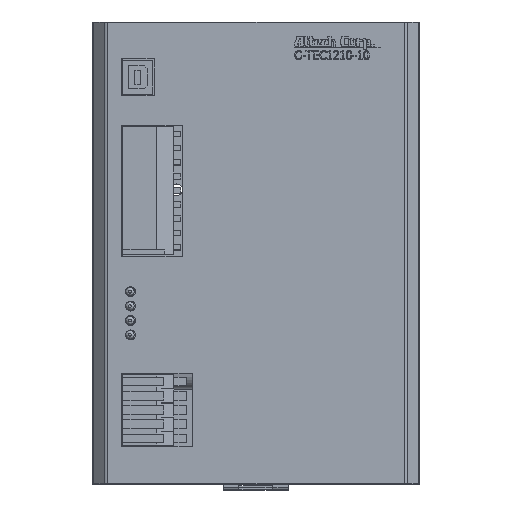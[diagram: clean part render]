
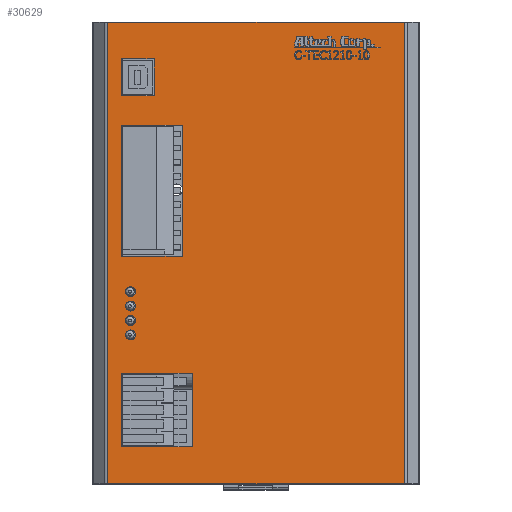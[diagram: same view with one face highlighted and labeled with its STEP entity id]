
A CAD part, top view. The second image highlights one B-rep face of the part: STEP entity #30629.
In plain terms, the highlighted planar face has unit normal (0, 0, 1).
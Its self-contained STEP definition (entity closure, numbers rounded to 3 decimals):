
#761=FACE_BOUND('',#5419,.T.);
#762=FACE_BOUND('',#5420,.T.);
#763=FACE_BOUND('',#5421,.T.);
#764=FACE_BOUND('',#5422,.T.);
#765=FACE_BOUND('',#5423,.T.);
#766=FACE_BOUND('',#5424,.T.);
#767=FACE_BOUND('',#5425,.T.);
#1079=CIRCLE('',#34638,1.75);
#1081=CIRCLE('',#34641,1.75);
#1083=CIRCLE('',#34644,1.75);
#1085=CIRCLE('',#34647,1.75);
#3585=FACE_OUTER_BOUND('',#5418,.T.);
#5418=EDGE_LOOP('',(#24364,#24365,#24366,#24367));
#5419=EDGE_LOOP('',(#24368,#24369,#24370,#24371));
#5420=EDGE_LOOP('',(#24372,#24373,#24374,#24375));
#5421=EDGE_LOOP('',(#24376,#24377,#24378,#24379));
#5422=EDGE_LOOP('',(#24380));
#5423=EDGE_LOOP('',(#24381));
#5424=EDGE_LOOP('',(#24382));
#5425=EDGE_LOOP('',(#24383));
#8034=LINE('',#48583,#11397);
#8035=LINE('',#48586,#11398);
#8151=LINE('',#48848,#11514);
#8154=LINE('',#48854,#11517);
#8157=LINE('',#48860,#11520);
#8160=LINE('',#48864,#11523);
#8162=LINE('',#48869,#11525);
#8165=LINE('',#48873,#11528);
#8168=LINE('',#48881,#11531);
#8171=LINE('',#48887,#11534);
#8174=LINE('',#48893,#11537);
#8177=LINE('',#48897,#11540);
#8190=LINE('',#48977,#11553);
#8195=LINE('',#48998,#11558);
#8206=LINE('',#49030,#11569);
#8207=LINE('',#49031,#11570);
#11397=VECTOR('',#39927,46.3);
#11398=VECTOR('',#39930,21.5);
#11514=VECTOR('',#40154,25.);
#11517=VECTOR('',#40159,26.1);
#11520=VECTOR('',#40164,25.);
#11523=VECTOR('',#40169,26.1);
#11525=VECTOR('',#40173,46.3);
#11528=VECTOR('',#40178,21.5);
#11531=VECTOR('',#40183,11.6);
#11534=VECTOR('',#40188,13.);
#11537=VECTOR('',#40193,11.6);
#11540=VECTOR('',#40198,13.);
#11553=VECTOR('',#40305,163.);
#11558=VECTOR('',#40324,163.);
#11569=VECTOR('',#40369,104.672);
#11570=VECTOR('',#40370,104.672);
#14212=VERTEX_POINT('',#48099);
#14214=VERTEX_POINT('',#48105);
#14216=VERTEX_POINT('',#48111);
#14218=VERTEX_POINT('',#48117);
#14389=VERTEX_POINT('',#48577);
#14391=VERTEX_POINT('',#48581);
#14392=VERTEX_POINT('',#48585);
#14483=VERTEX_POINT('',#48845);
#14484=VERTEX_POINT('',#48847);
#14486=VERTEX_POINT('',#48853);
#14488=VERTEX_POINT('',#48859);
#14490=VERTEX_POINT('',#48868);
#14493=VERTEX_POINT('',#48878);
#14494=VERTEX_POINT('',#48880);
#14496=VERTEX_POINT('',#48886);
#14498=VERTEX_POINT('',#48892);
#14517=VERTEX_POINT('',#48974);
#14518=VERTEX_POINT('',#48976);
#14524=VERTEX_POINT('',#48991);
#14527=VERTEX_POINT('',#48996);
#17616=EDGE_CURVE('',#14212,#14212,#1079,.T.);
#17619=EDGE_CURVE('',#14214,#14214,#1081,.T.);
#17622=EDGE_CURVE('',#14216,#14216,#1083,.T.);
#17625=EDGE_CURVE('',#14218,#14218,#1085,.T.);
#17865=EDGE_CURVE('',#14391,#14389,#8034,.T.);
#17866=EDGE_CURVE('',#14392,#14389,#8035,.T.);
#17996=EDGE_CURVE('',#14484,#14483,#8151,.T.);
#17999=EDGE_CURVE('',#14486,#14484,#8154,.T.);
#18002=EDGE_CURVE('',#14488,#14486,#8157,.T.);
#18005=EDGE_CURVE('',#14483,#14488,#8160,.T.);
#18007=EDGE_CURVE('',#14490,#14392,#8162,.T.);
#18010=EDGE_CURVE('',#14391,#14490,#8165,.T.);
#18013=EDGE_CURVE('',#14494,#14493,#8168,.T.);
#18016=EDGE_CURVE('',#14496,#14494,#8171,.T.);
#18019=EDGE_CURVE('',#14498,#14496,#8174,.T.);
#18022=EDGE_CURVE('',#14493,#14498,#8177,.T.);
#18061=EDGE_CURVE('',#14518,#14517,#8190,.T.);
#18071=EDGE_CURVE('',#14524,#14527,#8195,.T.);
#18086=EDGE_CURVE('',#14524,#14517,#8206,.T.);
#18087=EDGE_CURVE('',#14518,#14527,#8207,.T.);
#24364=ORIENTED_EDGE('',*,*,#18061,.T.);
#24365=ORIENTED_EDGE('',*,*,#18086,.F.);
#24366=ORIENTED_EDGE('',*,*,#18071,.T.);
#24367=ORIENTED_EDGE('',*,*,#18087,.F.);
#24368=ORIENTED_EDGE('',*,*,#18002,.T.);
#24369=ORIENTED_EDGE('',*,*,#17999,.T.);
#24370=ORIENTED_EDGE('',*,*,#17996,.T.);
#24371=ORIENTED_EDGE('',*,*,#18005,.T.);
#24372=ORIENTED_EDGE('',*,*,#18010,.T.);
#24373=ORIENTED_EDGE('',*,*,#18007,.T.);
#24374=ORIENTED_EDGE('',*,*,#17866,.T.);
#24375=ORIENTED_EDGE('',*,*,#17865,.F.);
#24376=ORIENTED_EDGE('',*,*,#18019,.T.);
#24377=ORIENTED_EDGE('',*,*,#18016,.T.);
#24378=ORIENTED_EDGE('',*,*,#18013,.T.);
#24379=ORIENTED_EDGE('',*,*,#18022,.T.);
#24380=ORIENTED_EDGE('',*,*,#17625,.T.);
#24381=ORIENTED_EDGE('',*,*,#17622,.T.);
#24382=ORIENTED_EDGE('',*,*,#17619,.T.);
#24383=ORIENTED_EDGE('',*,*,#17616,.T.);
#29264=PLANE('',#34866);
#30629=ADVANCED_FACE('',(#3585,#761,#762,#763,#764,#765,#766,#767),#29264,
 .T.);
#34638=AXIS2_PLACEMENT_3D('',#48100,#39529,#39530);
#34641=AXIS2_PLACEMENT_3D('',#48106,#39536,#39537);
#34644=AXIS2_PLACEMENT_3D('',#48112,#39543,#39544);
#34647=AXIS2_PLACEMENT_3D('',#48118,#39550,#39551);
#34866=AXIS2_PLACEMENT_3D('',#49029,#40367,#40368);
#39529=DIRECTION('center_axis',(0.,0.,-1.));
#39530=DIRECTION('ref_axis',(1.,0.,0.));
#39536=DIRECTION('center_axis',(0.,0.,-1.));
#39537=DIRECTION('ref_axis',(1.,0.,0.));
#39543=DIRECTION('center_axis',(0.,0.,-1.));
#39544=DIRECTION('ref_axis',(1.,0.,0.));
#39550=DIRECTION('center_axis',(0.,0.,-1.));
#39551=DIRECTION('ref_axis',(1.,0.,0.));
#39927=DIRECTION('',(0.,1.,0.));
#39930=DIRECTION('',(1.,0.,0.));
#40154=DIRECTION('',(1.,0.,0.));
#40159=DIRECTION('',(0.,1.,0.));
#40164=DIRECTION('',(-1.,0.,0.));
#40169=DIRECTION('',(0.,-1.,0.));
#40173=DIRECTION('',(0.,1.,0.));
#40178=DIRECTION('',(-1.,0.,0.));
#40183=DIRECTION('',(1.,0.,0.));
#40188=DIRECTION('',(0.,1.,0.));
#40193=DIRECTION('',(-1.,0.,0.));
#40198=DIRECTION('',(0.,-1.,0.));
#40305=DIRECTION('',(0.,1.,0.));
#40324=DIRECTION('',(0.,-1.,0.));
#40367=DIRECTION('center_axis',(0.,0.,1.));
#40368=DIRECTION('ref_axis',(1.,0.,0.));
#40369=DIRECTION('',(1.,0.,0.));
#40370=DIRECTION('',(-1.,0.,0.));
#48099=CARTESIAN_POINT('',(25.729,203.366,136.81));
#48100=CARTESIAN_POINT('Origin',(27.479,203.366,136.81));
#48105=CARTESIAN_POINT('',(25.729,198.286,136.81));
#48106=CARTESIAN_POINT('Origin',(27.479,198.286,136.81));
#48111=CARTESIAN_POINT('',(25.729,193.206,136.81));
#48112=CARTESIAN_POINT('Origin',(27.479,193.206,136.81));
#48117=CARTESIAN_POINT('',(25.729,188.106,136.81));
#48118=CARTESIAN_POINT('Origin',(27.479,188.106,136.81));
#48577=CARTESIAN_POINT('',(45.736,262.186,136.81));
#48581=CARTESIAN_POINT('',(45.736,215.886,136.81));
#48583=CARTESIAN_POINT('',(45.736,239.036,136.81));
#48585=CARTESIAN_POINT('',(24.236,262.186,136.81));
#48586=CARTESIAN_POINT('',(53.759,262.186,136.81));
#48845=CARTESIAN_POINT('',(49.236,174.636,136.81));
#48847=CARTESIAN_POINT('',(24.236,174.636,136.81));
#48848=CARTESIAN_POINT('',(54.259,174.636,136.81));
#48853=CARTESIAN_POINT('',(24.236,148.536,136.81));
#48854=CARTESIAN_POINT('',(24.236,189.336,136.81));
#48859=CARTESIAN_POINT('',(49.236,148.536,136.81));
#48860=CARTESIAN_POINT('',(54.259,148.536,136.81));
#48864=CARTESIAN_POINT('',(49.236,189.336,136.81));
#48868=CARTESIAN_POINT('',(24.236,215.886,136.81));
#48869=CARTESIAN_POINT('',(24.236,228.061,136.81));
#48873=CARTESIAN_POINT('',(53.759,215.886,136.81));
#48878=CARTESIAN_POINT('',(35.836,285.586,136.81));
#48880=CARTESIAN_POINT('',(24.236,285.586,136.81));
#48881=CARTESIAN_POINT('',(50.909,285.586,136.81));
#48886=CARTESIAN_POINT('',(24.236,272.586,136.81));
#48887=CARTESIAN_POINT('',(24.236,248.086,136.81));
#48892=CARTESIAN_POINT('',(35.836,272.586,136.81));
#48893=CARTESIAN_POINT('',(50.909,272.586,136.81));
#48897=CARTESIAN_POINT('',(35.836,248.086,136.81));
#48974=CARTESIAN_POINT('',(124.118,298.586,136.81));
#48976=CARTESIAN_POINT('',(124.118,135.586,136.81));
#48977=CARTESIAN_POINT('',(124.118,217.086,136.81));
#48991=CARTESIAN_POINT('',(19.446,298.586,136.81));
#48996=CARTESIAN_POINT('',(19.446,135.586,136.81));
#48998=CARTESIAN_POINT('',(19.446,217.086,136.81));
#49029=CARTESIAN_POINT('Origin',(71.782,217.086,136.81));
#49030=CARTESIAN_POINT('',(124.532,298.586,136.81));
#49031=CARTESIAN_POINT('',(19.032,135.586,136.81));
